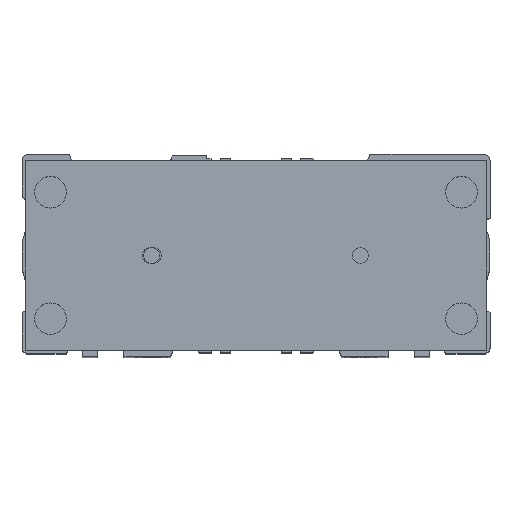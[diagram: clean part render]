
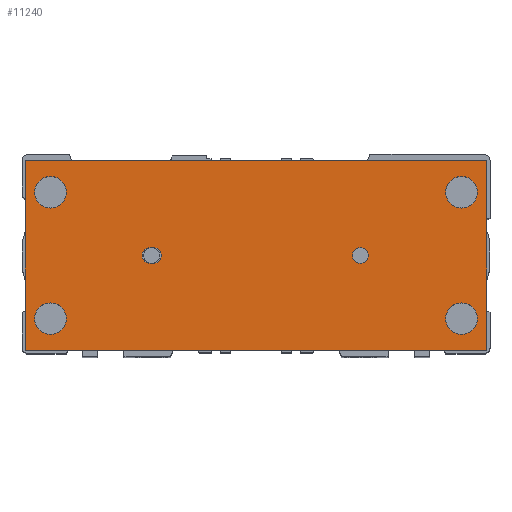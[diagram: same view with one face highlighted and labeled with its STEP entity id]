
A CAD part, top view. The second image highlights one B-rep face of the part: STEP entity #11240.
In plain terms, the highlighted planar face has unit normal (0, 0, 1).
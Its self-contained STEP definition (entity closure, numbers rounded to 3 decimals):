
#623=FACE_BOUND('',#2627,.T.);
#624=FACE_BOUND('',#2628,.T.);
#625=FACE_BOUND('',#2629,.T.);
#626=FACE_BOUND('',#2630,.T.);
#627=FACE_BOUND('',#2631,.T.);
#628=FACE_BOUND('',#2632,.T.);
#975=PLANE('',#11937);
#1975=FACE_OUTER_BOUND('',#2626,.T.);
#2626=EDGE_LOOP('',(#10493,#10494,#10495,#10496));
#2627=EDGE_LOOP('',(#10497,#10498,#10499,#10500));
#2628=EDGE_LOOP('',(#10501));
#2629=EDGE_LOOP('',(#10502));
#2630=EDGE_LOOP('',(#10503));
#2631=EDGE_LOOP('',(#10504));
#2632=EDGE_LOOP('',(#10505));
#3614=LINE('',#28620,#4601);
#3618=LINE('',#28627,#4605);
#3621=LINE('',#28633,#4608);
#3623=LINE('',#28636,#4610);
#3624=LINE('',#28639,#4611);
#3625=LINE('',#28642,#4612);
#4601=VECTOR('',#14187,1000.);
#4605=VECTOR('',#14193,1000.);
#4608=VECTOR('',#14198,1000.);
#4610=VECTOR('',#14202,1000.);
#4611=VECTOR('',#14205,1000.);
#4612=VECTOR('',#14208,1000.);
#4814=CIRCLE('',#11901,2.5);
#4816=CIRCLE('',#11904,5.);
#4818=CIRCLE('',#11907,5.);
#4820=CIRCLE('',#11910,5.);
#4822=CIRCLE('',#11913,5.);
#4828=CIRCLE('',#11922,2.5);
#4835=CIRCLE('',#11938,2.5);
#5814=VERTEX_POINT('',#28546);
#5815=VERTEX_POINT('',#28548);
#5817=VERTEX_POINT('',#28554);
#5819=VERTEX_POINT('',#28560);
#5821=VERTEX_POINT('',#28566);
#5823=VERTEX_POINT('',#28572);
#5829=VERTEX_POINT('',#28590);
#5838=VERTEX_POINT('',#28617);
#5839=VERTEX_POINT('',#28619);
#5841=VERTEX_POINT('',#28625);
#5843=VERTEX_POINT('',#28631);
#5844=VERTEX_POINT('',#28638);
#5845=VERTEX_POINT('',#28640);
#7362=EDGE_CURVE('',#5814,#5815,#4814,.T.);
#7366=EDGE_CURVE('',#5817,#5817,#4816,.T.);
#7369=EDGE_CURVE('',#5819,#5819,#4818,.T.);
#7372=EDGE_CURVE('',#5821,#5821,#4820,.T.);
#7375=EDGE_CURVE('',#5823,#5823,#4822,.T.);
#7384=EDGE_CURVE('',#5829,#5829,#4828,.T.);
#7397=EDGE_CURVE('',#5839,#5838,#3614,.T.);
#7401=EDGE_CURVE('',#5838,#5841,#3618,.T.);
#7404=EDGE_CURVE('',#5841,#5843,#3621,.T.);
#7406=EDGE_CURVE('',#5843,#5839,#3623,.T.);
#7407=EDGE_CURVE('',#5844,#5814,#3624,.T.);
#7408=EDGE_CURVE('',#5845,#5844,#4835,.T.);
#7409=EDGE_CURVE('',#5815,#5845,#3625,.T.);
#10493=ORIENTED_EDGE('',*,*,#7397,.T.);
#10494=ORIENTED_EDGE('',*,*,#7401,.T.);
#10495=ORIENTED_EDGE('',*,*,#7404,.T.);
#10496=ORIENTED_EDGE('',*,*,#7406,.T.);
#10497=ORIENTED_EDGE('',*,*,#7362,.F.);
#10498=ORIENTED_EDGE('',*,*,#7407,.F.);
#10499=ORIENTED_EDGE('',*,*,#7408,.F.);
#10500=ORIENTED_EDGE('',*,*,#7409,.F.);
#10501=ORIENTED_EDGE('',*,*,#7366,.F.);
#10502=ORIENTED_EDGE('',*,*,#7369,.F.);
#10503=ORIENTED_EDGE('',*,*,#7372,.F.);
#10504=ORIENTED_EDGE('',*,*,#7375,.F.);
#10505=ORIENTED_EDGE('',*,*,#7384,.F.);
#11240=ADVANCED_FACE('',(#1975,#623,#624,#625,#626,#627,#628),#975,.T.);
#11901=AXIS2_PLACEMENT_3D('',#28549,#14107,#14108);
#11904=AXIS2_PLACEMENT_3D('',#28556,#14115,#14116);
#11907=AXIS2_PLACEMENT_3D('',#28562,#14122,#14123);
#11910=AXIS2_PLACEMENT_3D('',#28568,#14129,#14130);
#11913=AXIS2_PLACEMENT_3D('',#28574,#14136,#14137);
#11922=AXIS2_PLACEMENT_3D('',#28592,#14157,#14158);
#11937=AXIS2_PLACEMENT_3D('',#28637,#14203,#14204);
#11938=AXIS2_PLACEMENT_3D('',#28641,#14206,#14207);
#14107=DIRECTION('center_axis',(0.,0.,1.));
#14108=DIRECTION('ref_axis',(1.,0.,0.));
#14115=DIRECTION('center_axis',(0.,0.,1.));
#14116=DIRECTION('ref_axis',(-1.,0.,0.));
#14122=DIRECTION('center_axis',(0.,0.,1.));
#14123=DIRECTION('ref_axis',(1.,0.,0.));
#14129=DIRECTION('center_axis',(0.,0.,1.));
#14130=DIRECTION('ref_axis',(-1.,0.,0.));
#14136=DIRECTION('center_axis',(0.,0.,1.));
#14137=DIRECTION('ref_axis',(1.,0.,0.));
#14157=DIRECTION('center_axis',(0.,0.,1.));
#14158=DIRECTION('ref_axis',(1.,0.,0.));
#14187=DIRECTION('',(0.,-1.,0.));
#14193=DIRECTION('',(1.,0.,0.));
#14198=DIRECTION('',(0.,1.,0.));
#14202=DIRECTION('',(-1.,0.,0.));
#14203=DIRECTION('center_axis',(0.,0.,1.));
#14204=DIRECTION('ref_axis',(1.,0.,0.));
#14205=DIRECTION('',(1.,0.,0.));
#14206=DIRECTION('center_axis',(0.,0.,1.));
#14207=DIRECTION('ref_axis',(1.,0.,0.));
#14208=DIRECTION('',(-1.,0.,0.));
#28546=CARTESIAN_POINT('',(-32.5,-2.5,12.));
#28548=CARTESIAN_POINT('',(-32.5,2.5,12.));
#28549=CARTESIAN_POINT('Origin',(-32.5,0.,12.));
#28554=CARTESIAN_POINT('',(-70.,20.,12.));
#28556=CARTESIAN_POINT('Origin',(-65.,20.,12.));
#28560=CARTESIAN_POINT('',(60.,-20.,12.));
#28562=CARTESIAN_POINT('Origin',(65.,-20.,12.));
#28566=CARTESIAN_POINT('',(-70.,-20.,12.));
#28568=CARTESIAN_POINT('Origin',(-65.,-20.,12.));
#28572=CARTESIAN_POINT('',(60.,20.,12.));
#28574=CARTESIAN_POINT('Origin',(65.,20.,12.));
#28590=CARTESIAN_POINT('',(30.5,0.,12.));
#28592=CARTESIAN_POINT('Origin',(33.,0.,12.));
#28617=CARTESIAN_POINT('',(-73.,-30.,12.));
#28619=CARTESIAN_POINT('',(-73.,30.,12.));
#28620=CARTESIAN_POINT('',(-73.,30.,12.));
#28625=CARTESIAN_POINT('',(73.,-30.,12.));
#28627=CARTESIAN_POINT('',(-73.,-30.,12.));
#28631=CARTESIAN_POINT('',(73.,30.,12.));
#28633=CARTESIAN_POINT('',(73.,30.,12.));
#28636=CARTESIAN_POINT('',(-73.,30.,12.));
#28637=CARTESIAN_POINT('Origin',(-73.,-30.,12.));
#28638=CARTESIAN_POINT('',(-33.5,-2.5,12.));
#28639=CARTESIAN_POINT('',(-33.5,-2.5,12.));
#28640=CARTESIAN_POINT('',(-33.5,2.5,12.));
#28641=CARTESIAN_POINT('Origin',(-33.5,0.,12.));
#28642=CARTESIAN_POINT('',(-33.5,2.5,12.));
